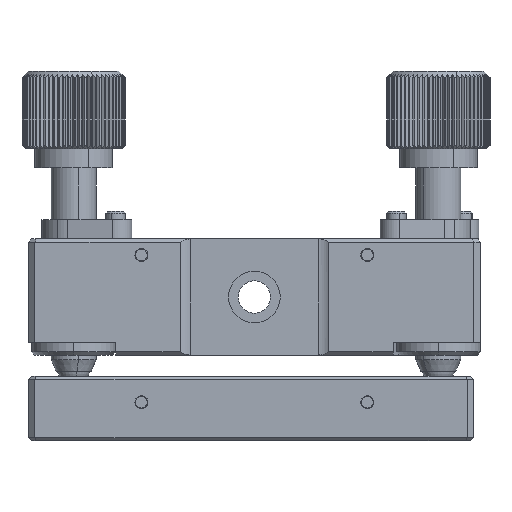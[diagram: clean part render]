
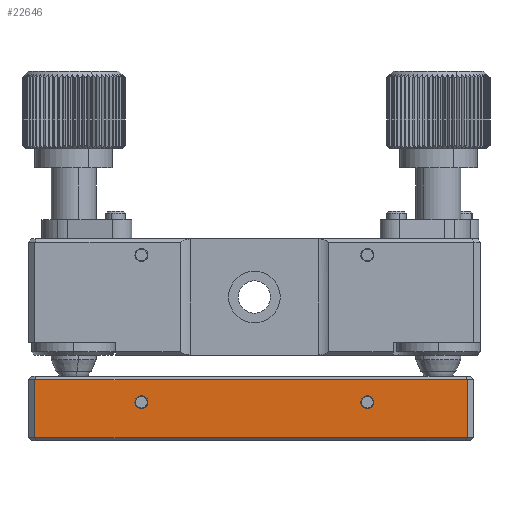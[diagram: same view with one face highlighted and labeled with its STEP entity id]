
A CAD part, left-side view. The second image highlights one B-rep face of the part: STEP entity #22646.
In plain terms, the highlighted planar face has unit normal (-1, 0, 0).
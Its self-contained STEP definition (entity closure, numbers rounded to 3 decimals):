
#1312 = ORIENTED_EDGE ( 'NONE', *, *, #33592, .F. ) ;
#1460 = DIRECTION ( 'NONE',  ( 0., 0., 1. ) ) ;
#1587 = DIRECTION ( 'NONE',  ( -1., 0., 0. ) ) ;
#1610 = DIRECTION ( 'NONE',  ( 0., 0., 1. ) ) ;
#1622 = ORIENTED_EDGE ( 'NONE', *, *, #13294, .T. ) ;
#3058 = CARTESIAN_POINT ( 'NONE',  ( -44.871, -28.108, 48.2 ) ) ;
#3121 = ORIENTED_EDGE ( 'NONE', *, *, #14945, .F. ) ;
#3377 = DIRECTION ( 'NONE',  ( 0., 0., 1. ) ) ;
#4664 = CARTESIAN_POINT ( 'NONE',  ( -44.871, -12.608, 53.7 ) ) ;
#5194 = CARTESIAN_POINT ( 'NONE',  ( -44.871, 38.892, 48.2 ) ) ;
#5336 = ORIENTED_EDGE ( 'NONE', *, *, #33788, .F. ) ;
#5387 = VECTOR ( 'NONE', #10577, 1000. ) ;
#5484 = CARTESIAN_POINT ( 'NONE',  ( -44.871, 38.892, 57.7 ) ) ;
#5503 = LINE ( 'NONE', #18114, #29883 ) ;
#5765 = FACE_BOUND ( 'NONE', #34534, .T. ) ;
#5812 = DIRECTION ( 'NONE',  ( 0., -1., 0. ) ) ;
#7041 = LINE ( 'NONE', #5484, #5387 ) ;
#7254 = DIRECTION ( 'NONE',  ( 0., 0., 1. ) ) ;
#7340 = VECTOR ( 'NONE', #34705, 1000. ) ;
#7361 = ORIENTED_EDGE ( 'NONE', *, *, #19680, .F. ) ;
#7558 = ORIENTED_EDGE ( 'NONE', *, *, #24460, .T. ) ;
#8166 = CARTESIAN_POINT ( 'NONE',  ( -44.871, -12.608, 52.7 ) ) ;
#9271 = CIRCLE ( 'NONE', #16267, 1. ) ;
#10182 = CARTESIAN_POINT ( 'NONE',  ( -44.871, 22.392, 52.7 ) ) ;
#10577 = DIRECTION ( 'NONE',  ( 0., 0., -1. ) ) ;
#10635 = ORIENTED_EDGE ( 'NONE', *, *, #34005, .T. ) ;
#13107 = VERTEX_POINT ( 'NONE', #3058 ) ;
#13294 = EDGE_CURVE ( 'NONE', #13107, #32814, #5503, .T. ) ;
#14863 = DIRECTION ( 'NONE',  ( 0., 0., -1. ) ) ;
#14900 = DIRECTION ( 'NONE',  ( -1., 0., 0. ) ) ;
#14945 = EDGE_CURVE ( 'NONE', #28298, #25860, #29780, .T. ) ;
#16267 = AXIS2_PLACEMENT_3D ( 'NONE', #17950, #14900, #1460 ) ;
#16538 = CARTESIAN_POINT ( 'NONE',  ( -44.871, -28.108, 48.2 ) ) ;
#17341 = DIRECTION ( 'NONE',  ( 1., 0., 0. ) ) ;
#17383 = CARTESIAN_POINT ( 'NONE',  ( -44.871, -12.608, 54.7 ) ) ;
#17565 = CARTESIAN_POINT ( 'NONE',  ( -44.871, -29.108, 57.7 ) ) ;
#17840 = DIRECTION ( 'NONE',  ( 0., 0., 1. ) ) ;
#17950 = CARTESIAN_POINT ( 'NONE',  ( -44.871, 22.392, 53.7 ) ) ;
#17989 = EDGE_CURVE ( 'NONE', #18834, #13107, #19879, .T. ) ;
#18114 = CARTESIAN_POINT ( 'NONE',  ( -44.871, -28.108, 57.7 ) ) ;
#18834 = VERTEX_POINT ( 'NONE', #5194 ) ;
#19056 = VECTOR ( 'NONE', #5812, 1000. ) ;
#19680 = EDGE_CURVE ( 'NONE', #27615, #32808, #9271, .T. ) ;
#19850 = DIRECTION ( 'NONE',  ( -1., 0., 0. ) ) ;
#19879 = LINE ( 'NONE', #16538, #19056 ) ;
#20576 = AXIS2_PLACEMENT_3D ( 'NONE', #17565, #17341, #14863 ) ;
#22646 = ADVANCED_FACE ( 'NONE', ( #28059, #5765, #25113 ), #30490, .F. ) ;
#23644 = EDGE_LOOP ( 'NONE', ( #7361, #1312 ) ) ;
#23659 = VERTEX_POINT ( 'NONE', #24869 ) ;
#24371 = AXIS2_PLACEMENT_3D ( 'NONE', #33265, #19850, #3377 ) ;
#24460 = EDGE_CURVE ( 'NONE', #32814, #23659, #33451, .T. ) ;
#24869 = CARTESIAN_POINT ( 'NONE',  ( -44.871, 38.892, 57.2 ) ) ;
#25113 = FACE_OUTER_BOUND ( 'NONE', #29972, .T. ) ;
#25860 = VERTEX_POINT ( 'NONE', #8166 ) ;
#26802 = CARTESIAN_POINT ( 'NONE',  ( -44.871, -29.108, 57.2 ) ) ;
#27615 = VERTEX_POINT ( 'NONE', #31043 ) ;
#27950 = ORIENTED_EDGE ( 'NONE', *, *, #17989, .T. ) ;
#27972 = AXIS2_PLACEMENT_3D ( 'NONE', #33827, #1587, #17840 ) ;
#28059 = FACE_BOUND ( 'NONE', #23644, .T. ) ;
#28298 = VERTEX_POINT ( 'NONE', #17383 ) ;
#28981 = CARTESIAN_POINT ( 'NONE',  ( -44.871, -28.108, 57.2 ) ) ;
#29448 = AXIS2_PLACEMENT_3D ( 'NONE', #4664, #31487, #1610 ) ;
#29780 = CIRCLE ( 'NONE', #29448, 1. ) ;
#29883 = VECTOR ( 'NONE', #7254, 1000. ) ;
#29972 = EDGE_LOOP ( 'NONE', ( #1622, #7558, #10635, #27950 ) ) ;
#30490 = PLANE ( 'NONE',  #20576 ) ;
#31043 = CARTESIAN_POINT ( 'NONE',  ( -44.871, 22.392, 54.7 ) ) ;
#31487 = DIRECTION ( 'NONE',  ( -1., 0., 0. ) ) ;
#32315 = CIRCLE ( 'NONE', #27972, 1. ) ;
#32808 = VERTEX_POINT ( 'NONE', #10182 ) ;
#32814 = VERTEX_POINT ( 'NONE', #28981 ) ;
#33265 = CARTESIAN_POINT ( 'NONE',  ( -44.871, 22.392, 53.7 ) ) ;
#33451 = LINE ( 'NONE', #26802, #7340 ) ;
#33592 = EDGE_CURVE ( 'NONE', #32808, #27615, #34465, .T. ) ;
#33788 = EDGE_CURVE ( 'NONE', #25860, #28298, #32315, .T. ) ;
#33827 = CARTESIAN_POINT ( 'NONE',  ( -44.871, -12.608, 53.7 ) ) ;
#34005 = EDGE_CURVE ( 'NONE', #23659, #18834, #7041, .T. ) ;
#34465 = CIRCLE ( 'NONE', #24371, 1. ) ;
#34534 = EDGE_LOOP ( 'NONE', ( #3121, #5336 ) ) ;
#34705 = DIRECTION ( 'NONE',  ( 0., 1., 0. ) ) ;
